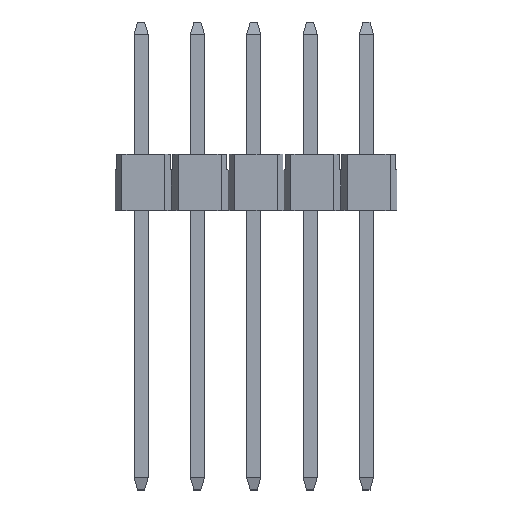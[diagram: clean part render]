
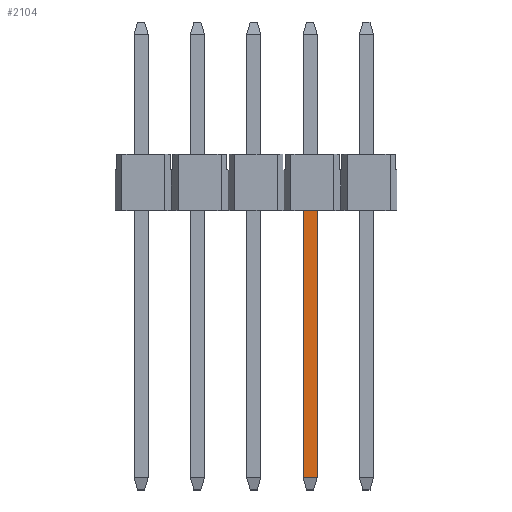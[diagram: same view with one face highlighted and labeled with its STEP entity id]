
A CAD part, top view. The second image highlights one B-rep face of the part: STEP entity #2104.
In plain terms, the highlighted planar face has unit normal (0, 0, 1).
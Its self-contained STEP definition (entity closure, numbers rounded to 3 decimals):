
#802=EDGE_CURVE('',#1832,#1986,#2339,.T.);
#970=VERTEX_POINT('',#2518);
#982=EDGE_CURVE('',#1232,#970,#2532,.T.);
#1232=VERTEX_POINT('',#2807);
#1256=EDGE_CURVE('',#1986,#1232,#2832,.T.);
#1444=EDGE_CURVE('',#1832,#970,#3031,.T.);
#1832=VERTEX_POINT('',#3468);
#1986=VERTEX_POINT('',#3640);
#2104=ADVANCED_FACE('',(#3776),#3777,.T.);
#2339=LINE('',#4045,#4046);
#2518=CARTESIAN_POINT('',(2.86,-2.54,0.32));
#2532=LINE('',#4346,#4347);
#2807=CARTESIAN_POINT('',(2.86,-14.594,0.32));
#2832=LINE('',#4784,#4785);
#3031=LINE('',#5095,#5096);
#3468=CARTESIAN_POINT('',(2.22,-2.54,0.32));
#3640=CARTESIAN_POINT('',(2.22,-14.594,0.32));
#3776=FACE_OUTER_BOUND('',#6133,.T.);
#3777=PLANE('',#6134);
#4045=CARTESIAN_POINT('',(2.22,-4.59,0.32));
#4046=VECTOR('',#6445,1.0);
#4346=CARTESIAN_POINT('',(2.86,-14.594,0.32));
#4347=VECTOR('',#6611,1.0);
#4784=CARTESIAN_POINT('',(2.04,-14.594,0.32));
#4785=VECTOR('',#6888,1.0);
#5095=CARTESIAN_POINT('',(-1.47,-2.54,0.32));
#5096=VECTOR('',#7038,1.0);
#6133=EDGE_LOOP('',(#7914,#7915,#7916,#7917));
#6134=AXIS2_PLACEMENT_3D('',#7918,#7919,#7920);
#6445=DIRECTION('',(0.,-1.0,0.));
#6611=DIRECTION('',(0.,1.0,0.));
#6888=DIRECTION('',(1.0,0.,0.));
#7038=DIRECTION('',(1.0,0.,0.));
#7914=ORIENTED_EDGE('',*,*,#1444,.F.);
#7915=ORIENTED_EDGE('',*,*,#802,.T.);
#7916=ORIENTED_EDGE('',*,*,#1256,.T.);
#7917=ORIENTED_EDGE('',*,*,#982,.T.);
#7918=CARTESIAN_POINT('',(2.04,-14.594,0.32));
#7919=DIRECTION('',(0.,0.,1.0));
#7920=DIRECTION('',(0.,-1.0,0.));
